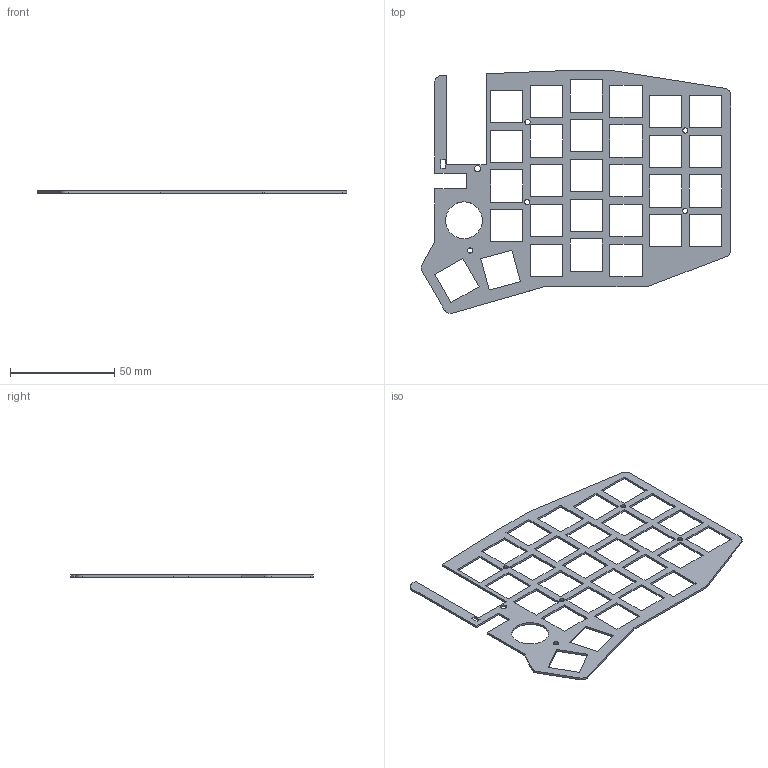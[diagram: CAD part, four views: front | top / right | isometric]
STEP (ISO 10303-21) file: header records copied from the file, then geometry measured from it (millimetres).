
FILE_DESCRIPTION(('FreeCAD Model'),'2;1');
FILE_NAME('Open CASCADE Shape Model','2023-12-27T20:21:17',(''),(''), 'Open CASCADE STEP processor 7.6','FreeCAD','Unknown');
FILE_SCHEMA(('AUTOMOTIVE_DESIGN { 1 0 10303 214 1 1 1 1 }'));
Length unit declared in the file: millimetre
Products named in the file (2): Cover Plate; Body003
Assembly tree (1 placements, depth 2):
  Cover Plate
    Body003
Bounding box: 148.13 x 116.32 x 1 mm (x, y, z)
Volume: 6285.9 mm3; surface area: 15080.7 mm2
Topology: 1 solids, 1 shells, 153 faces, 453 edges, 302 vertices
Faces by surface type: plane 140, cylinder 13
Full cylindrical faces by diameter (mm): 2.5 x5, 3 x1, 17.6 x1
Entity records: 11116 total; most frequent: CARTESIAN_POINT 1828, DIRECTION 1693, LINE 1307, VECTOR 1307, ORIENTED_EDGE 906, PCURVE 906, DEFINITIONAL_REPRESENTATION 906, EDGE_CURVE 453
